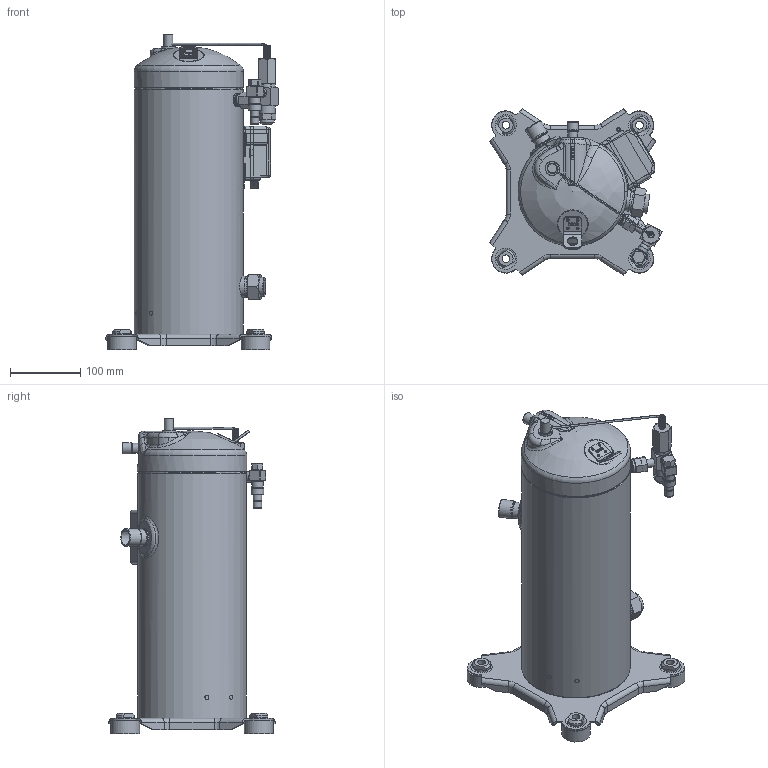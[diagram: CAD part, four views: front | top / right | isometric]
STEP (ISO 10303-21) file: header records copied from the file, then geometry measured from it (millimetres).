
FILE_DESCRIPTION(('TFLEX Exchange Step'),'2;1');
FILE_NAME('150 с DTC.stp', '2024-02-25T16:56:29+03:00',('RUCO3217'),('Unknown organisation'),'TFLEX Exchange 2024.0','T-FLEX CAD','Unknown authorisation');
FILE_SCHEMA( ('AP242_MANAGED_MODEL_BASED_3D_ENGINEERING_MIM_LF {1 0 10303 442 1 1 4 }') );
Length unit declared in the file: millimetre
Products named in the file (5): 801-0000-04_asm - Деталь 1; нужный DTC; гильза; Тело_14 - 031-0004-00; 150_
Assembly tree (4 placements, depth 2):
  150_
    801-0000-04_asm - Деталь 1
    нужный DTC
    гильза
    Тело_14 - 031-0004-00
Bounding box: 246.39 x 236.96 x 449.85 mm (x, y, z)
Volume: 1105124.5 mm3; surface area: 763539.7 mm2
Topology: 38 solids, 55 shells, 3711 faces, 10334 edges, 6920 vertices
Faces by surface type: plane 2511, cylinder 579, bspline 252, torus 163, cone 122, sphere 44, extrusion 40
Full cylindrical faces by diameter (mm): 0.2 x4, 0.46 x6, 2.1 x1, 2.975 x1, 3 x2, 3.18 x6, 3.2 x2, 3.5 x1, 3.731 x1, 4 x3, 4.2 x3, 4.5 x2, 5 x6, 5.5 x1, 6 x4, 7.5 x1, 8 x6, 8.8 x1, 9.2 x3, 9.5 x1, 10 x1, 10.4 x1, 10.88 x1, 11 x4, 11.1 x1, 11.2 x1, 11.3 x1, 11.5 x1, 11.55 x1, 11.8 x3
Entity records: 156050 total; most frequent: CARTESIAN_POINT 60637, ORIENTED_EDGE 20580, DIRECTION 18253, EDGE_CURVE 10311, VECTOR 7191, LINE 7151, VERTEX_POINT 6920, AXIS2_PLACEMENT_3D 5531
